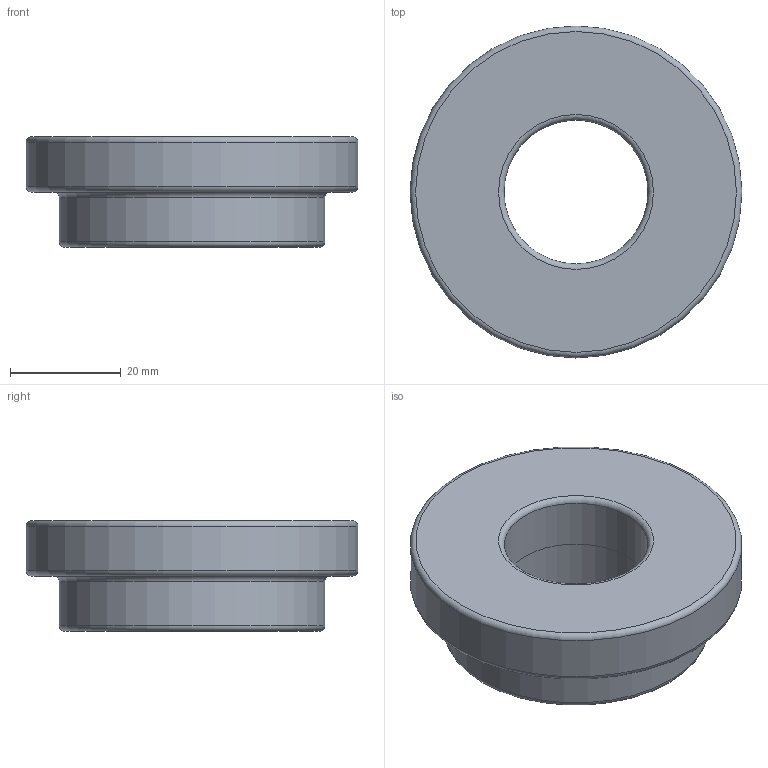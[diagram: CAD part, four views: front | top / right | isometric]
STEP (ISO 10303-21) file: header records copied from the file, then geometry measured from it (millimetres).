
FILE_DESCRIPTION(('FreeCAD Model'),'2;1');
FILE_NAME('Open CASCADE Shape Model','2023-12-27T00:00:11',('Author'),( ''),'Open CASCADE STEP processor 7.6','FreeCAD','Unknown');
FILE_SCHEMA(('AUTOMOTIVE_DESIGN { 1 0 10303 214 1 1 1 1 }'));
Length unit declared in the file: millimetre
Products named in the file (1): Body
Bounding box: 60 x 60 x 20 mm (x, y, z)
Volume: 35636 mm3; surface area: 9258.2 mm2
Topology: 1 solids, 1 shells, 13 faces, 23 edges, 13 vertices
Faces by surface type: torus 6, cylinder 4, plane 3
Full cylindrical faces by diameter (mm): 26 x2, 48 x1, 60 x1
Entity records: 346 total; most frequent: DIRECTION 70, CARTESIAN_POINT 50, ORIENTED_EDGE 46, AXIS2_PLACEMENT_3D 33, EDGE_CURVE 23, CIRCLE 19, FACE_BOUND 16, EDGE_LOOP 16
